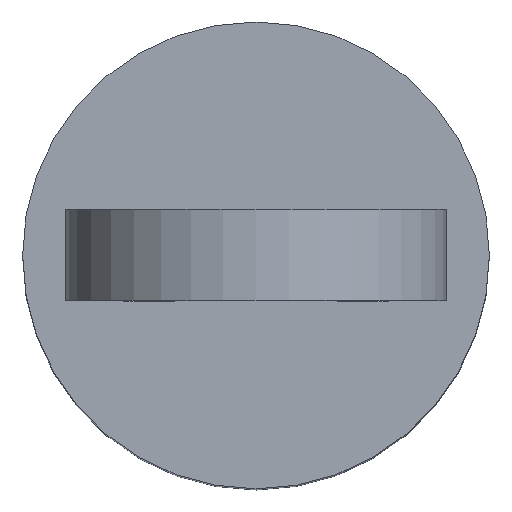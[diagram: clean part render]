
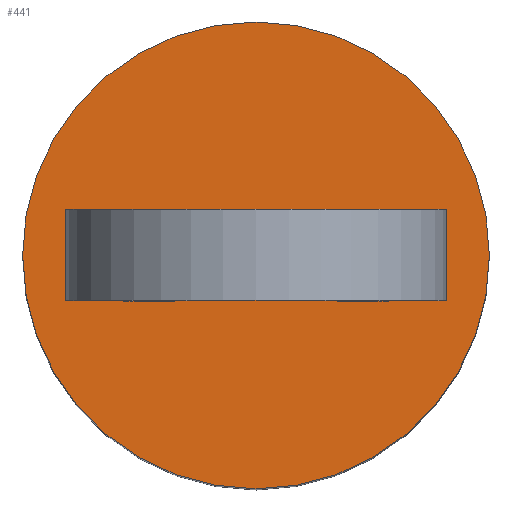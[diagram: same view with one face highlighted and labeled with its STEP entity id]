
A CAD part, top view. The second image highlights one B-rep face of the part: STEP entity #441.
In plain terms, the highlighted planar face has unit normal (0, 0, 1).
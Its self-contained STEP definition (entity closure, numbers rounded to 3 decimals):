
#73=CARTESIAN_POINT('',(0.6,0.225,3.3));
#74=VERTEX_POINT('',#73);
#75=CARTESIAN_POINT('',(0.6,-0.225,3.3));
#76=VERTEX_POINT('',#75);
#77=CARTESIAN_POINT('',(0.6,0.225,3.3));
#78=DIRECTION('',(0.0,-1.0,0.0));
#79=VECTOR('',#78,0.45);
#80=LINE('',#77,#79);
#81=EDGE_CURVE('',#74,#76,#80,.T.);
#115=CARTESIAN_POINT('',(0.4,-0.225,3.3));
#116=VERTEX_POINT('',#115);
#117=CARTESIAN_POINT('',(0.4,0.225,3.3));
#118=VERTEX_POINT('',#117);
#119=CARTESIAN_POINT('',(0.4,-0.225,3.3));
#120=DIRECTION('',(0.0,1.0,0.0));
#121=VECTOR('',#120,0.45);
#122=LINE('',#119,#121);
#123=EDGE_CURVE('',#116,#118,#122,.T.);
#223=CARTESIAN_POINT('',(-0.4,0.225,3.3));
#224=VERTEX_POINT('',#223);
#232=CARTESIAN_POINT('',(-0.6,0.225,3.3));
#233=VERTEX_POINT('',#232);
#234=CARTESIAN_POINT('',(-0.6,0.225,3.3));
#235=DIRECTION('',(1.0,0.0,0.0));
#236=VECTOR('',#235,0.2);
#237=LINE('',#234,#236);
#238=EDGE_CURVE('',#233,#224,#237,.T.);
#249=CARTESIAN_POINT('',(0.4,0.225,3.3));
#250=DIRECTION('',(1.0,0.0,0.0));
#251=VECTOR('',#250,0.2);
#252=LINE('',#249,#251);
#253=EDGE_CURVE('',#118,#74,#252,.T.);
#266=CARTESIAN_POINT('',(-0.4,-0.225,3.3));
#267=VERTEX_POINT('',#266);
#275=CARTESIAN_POINT('',(-0.4,0.225,3.3));
#276=DIRECTION('',(0.0,-1.0,0.0));
#277=VECTOR('',#276,0.45);
#278=LINE('',#275,#277);
#279=EDGE_CURVE('',#224,#267,#278,.T.);
#290=CARTESIAN_POINT('',(-0.6,-0.225,3.3));
#291=VERTEX_POINT('',#290);
#299=CARTESIAN_POINT('',(-0.4,-0.225,3.3));
#300=DIRECTION('',(-1.0,0.0,0.0));
#301=VECTOR('',#300,0.2);
#302=LINE('',#299,#301);
#303=EDGE_CURVE('',#267,#291,#302,.T.);
#308=CARTESIAN_POINT('',(0.6,-0.225,3.3));
#309=DIRECTION('',(-1.0,0.0,0.0));
#310=VECTOR('',#309,0.2);
#311=LINE('',#308,#310);
#312=EDGE_CURVE('',#76,#116,#311,.T.);
#326=CARTESIAN_POINT('',(-0.6,-0.225,3.3));
#327=DIRECTION('',(0.0,1.0,0.0));
#328=VECTOR('',#327,0.45);
#329=LINE('',#326,#328);
#330=EDGE_CURVE('',#291,#233,#329,.T.);
#398=CARTESIAN_POINT('',(1.15,0.,3.3));
#399=VERTEX_POINT('',#398);
#400=CARTESIAN_POINT('',(0.0,0.0,3.3));
#401=DIRECTION('',(0.0,0.0,-1.0));
#402=DIRECTION('',(-1.0,0.0,0.0));
#403=AXIS2_PLACEMENT_3D('',#400,#401,#402);
#404=CIRCLE('',#403,1.15);
#405=EDGE_CURVE('',#399,#399,#404,.T.);
#421=CARTESIAN_POINT('',(0.0,0.0,3.3));
#422=DIRECTION('',(0.0,0.0,-1.0));
#423=DIRECTION('',(-1.0,0.0,0.0));
#424=AXIS2_PLACEMENT_3D('',#421,#422,#423);
#425=PLANE('',#424);
#426=ORIENTED_EDGE('',*,*,#405,.F.);
#427=EDGE_LOOP('',(#426));
#428=FACE_OUTER_BOUND('',#427,.T.);
#429=ORIENTED_EDGE('',*,*,#123,.T.);
#430=ORIENTED_EDGE('',*,*,#253,.T.);
#431=ORIENTED_EDGE('',*,*,#81,.T.);
#432=ORIENTED_EDGE('',*,*,#312,.T.);
#433=EDGE_LOOP('',(#429,#430,#431,#432));
#434=FACE_BOUND('',#433,.T.);
#435=ORIENTED_EDGE('',*,*,#238,.T.);
#436=ORIENTED_EDGE('',*,*,#279,.T.);
#437=ORIENTED_EDGE('',*,*,#303,.T.);
#438=ORIENTED_EDGE('',*,*,#330,.T.);
#439=EDGE_LOOP('',(#435,#436,#437,#438));
#440=FACE_BOUND('',#439,.T.);
#441=ADVANCED_FACE('',(#428,#434,#440),#425,.F.);
